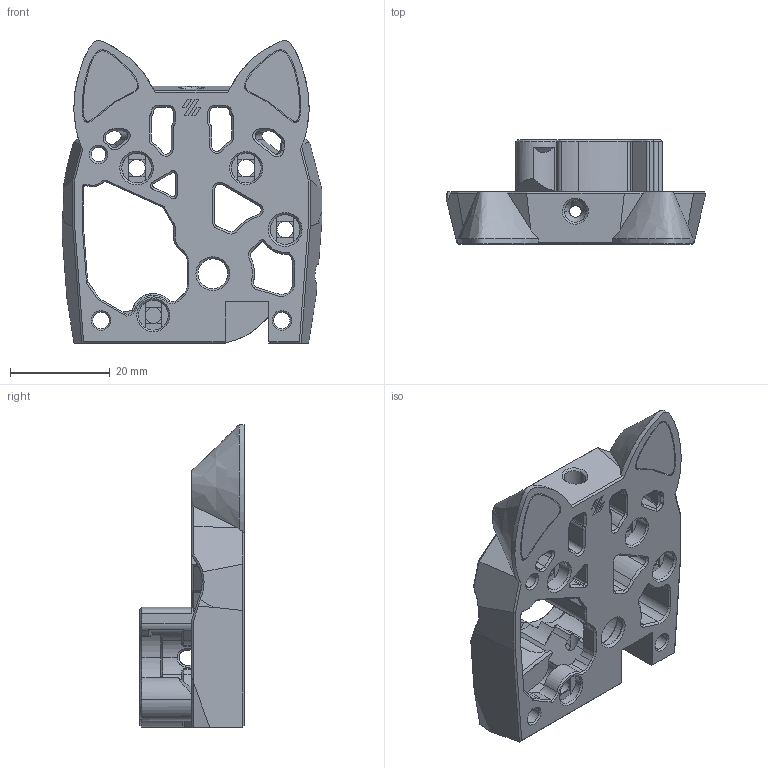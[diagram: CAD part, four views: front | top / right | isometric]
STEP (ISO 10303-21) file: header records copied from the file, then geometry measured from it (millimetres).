
FILE_DESCRIPTION (( 'STEP AP214' ), '1' );
FILE_NAME ('tinyCW2前体.STEP', '2023-10-22T02:59:15', ( '' ), ( '' ), 'SwSTEP 2.0', 'SolidWorks 2022', '' );
FILE_SCHEMA (( 'AUTOMOTIVE_DESIGN' ));
Length unit declared in the file: millimetre
Products named in the file (1): tinyCW2前体
Bounding box: 52.19 x 20.96 x 60.84 mm (x, y, z)
Volume: 18415.2 mm3; surface area: 12250.3 mm2
Topology: 3 solids, 4 shells, 820 faces, 2102 edges, 1285 vertices
Faces by surface type: plane 324, cone 210, cylinder 188, bspline 91, torus 5, sphere 2
Entity records: 27432 total; most frequent: CARTESIAN_POINT 8034, ORIENTED_EDGE 4184, DIRECTION 3787, EDGE_CURVE 2092, AXIS2_PLACEMENT_3D 1297, VERTEX_POINT 1283, VECTOR 1193, LINE 1193
